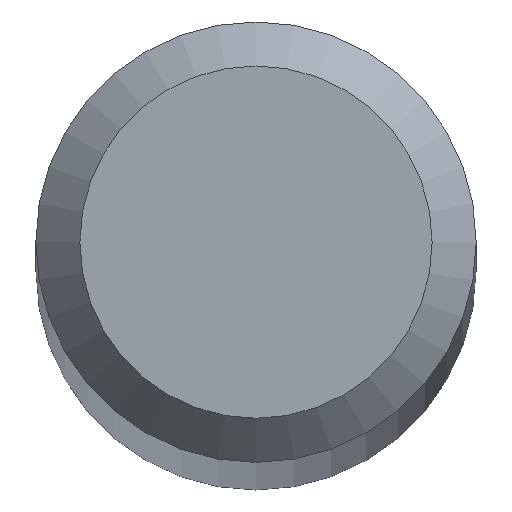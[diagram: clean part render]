
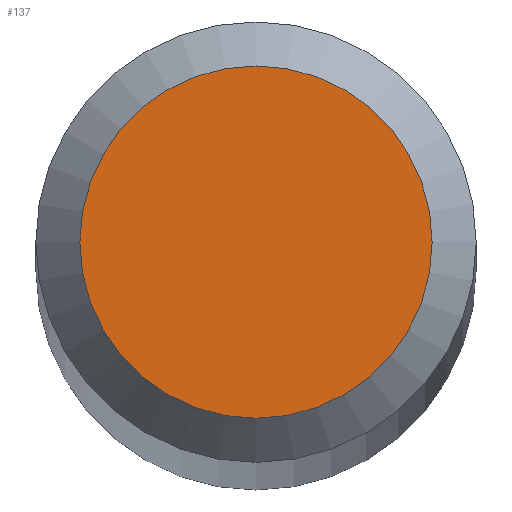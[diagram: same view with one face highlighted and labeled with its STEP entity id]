
A CAD part, top view. The second image highlights one B-rep face of the part: STEP entity #137.
In plain terms, the highlighted planar face has unit normal (0, 0, 1).
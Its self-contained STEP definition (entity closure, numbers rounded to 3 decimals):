
#2 = DIRECTION ( 'NONE',  ( 0., 0., 1. ) ) ;
#3 = FACE_OUTER_BOUND ( 'NONE', #14, .T. ) ;
#14 = EDGE_LOOP ( 'NONE', ( #41 ) ) ;
#19 = VERTEX_POINT ( 'NONE', #174 ) ;
#29 = DIRECTION ( 'NONE',  ( -1., 0., 0. ) ) ;
#41 = ORIENTED_EDGE ( 'NONE', *, *, #195, .T. ) ;
#42 = AXIS2_PLACEMENT_3D ( 'NONE', #113, #2, #46 ) ;
#46 = DIRECTION ( 'NONE',  ( -1., 0., 0. ) ) ;
#49 = CARTESIAN_POINT ( 'NONE',  ( 0., 0.66, 0. ) ) ;
#69 = CIRCLE ( 'NONE', #42, 0.528 ) ;
#80 = AXIS2_PLACEMENT_3D ( 'NONE', #49, #98, #29 ) ;
#93 = PLANE ( 'NONE',  #80 ) ;
#98 = DIRECTION ( 'NONE',  ( 0., 0., -1. ) ) ;
#113 = CARTESIAN_POINT ( 'NONE',  ( 0., 0., 0. ) ) ;
#137 = ADVANCED_FACE ( 'NONE', ( #3 ), #93, .F. ) ;
#174 = CARTESIAN_POINT ( 'NONE',  ( -0.528, 0., 0. ) ) ;
#195 = EDGE_CURVE ( 'NONE', #19, #19, #69, .T. ) ;
